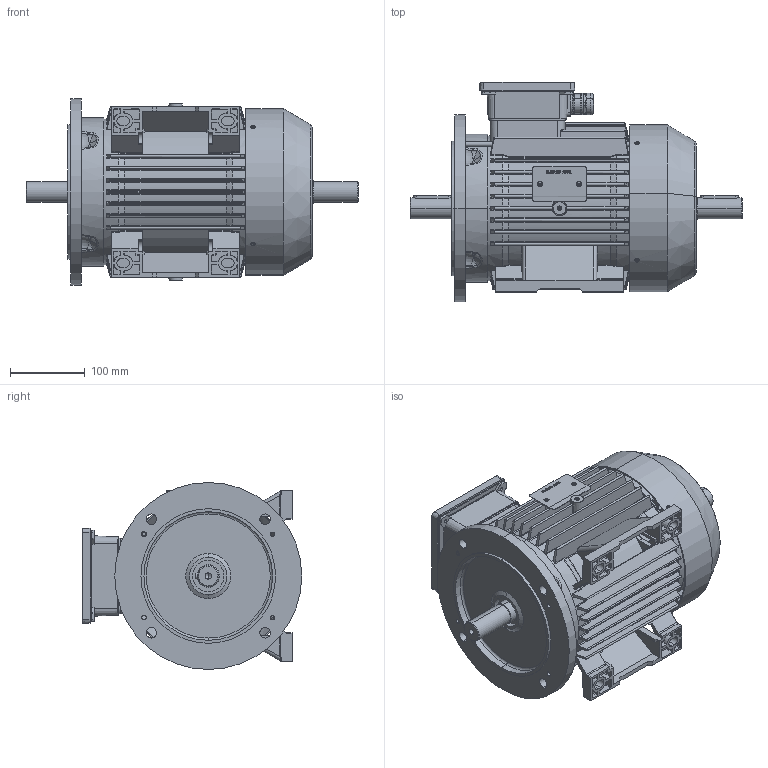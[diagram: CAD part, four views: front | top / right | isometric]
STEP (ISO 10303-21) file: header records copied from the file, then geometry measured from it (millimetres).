
FILE_DESCRIPTION (( 'STEP AP214' ), '1' );
FILE_NAME ('FCAP 112M-B3 B5-IC411-2-4-6-8 POLES TB TOP-DOUBLE SHAFT.STEP', '2024-09-23T06:49:08', ( '' ), ( '' ), 'SwSTEP 2.0', 'SolidWorks 2024', '' );
FILE_SCHEMA (( 'AUTOMOTIVE_DESIGN' ));
Length unit declared in the file: millimetre
Products named in the file (16): Guarnizione scatola-motore tipo 100; Coperchio scatola morsetti tipo 100; Carcassa 112M-B3-Superiore_Forma B3; Copriventola 112M h.84; Tirante M7x233; parallel_din_Parallel key A8 x 7 x 50 DIN 6885; Tappo M25; PRESSACAVO M25; FCAP 112M-B3 B5-IC411-2-4-6-8 POLES TB TOP-DOUBLE SHAFT; Targhetta motore_LAMIERA ALLUMINIO; Guarnizione scatola-coperchio tipo 100; Coprimorsettiera tipo 100_Passante doppio; Albero 112M - Autoventilato; GRUPPO COPRIMORSETTIERA 100L; A12723-FC112M-ALLUMINIO-B3B5 MORSETTIERA SUP; Scudo C112 post_D. cuscinetto 62
Assembly tree (18 placements, depth 3):
  FCAP 112M-B3 B5-IC411-2-4-6-8 POLES TB TOP-DOUBLE SHAFT
    Albero 112M - Autoventilato  x2
    Scudo C112 post_D. cuscinetto 62
    parallel_din_Parallel key A8 x 7 x 50 DIN 6885  x2
    Targhetta motore_LAMIERA ALLUMINIO
    Copriventola 112M h.84
    Carcassa 112M-B3-Superiore_Forma B3
    GRUPPO COPRIMORSETTIERA 100L
      Coprimorsettiera tipo 100_Passante doppio
      Coperchio scatola morsetti tipo 100
      Guarnizione scatola-coperchio tipo 100
      PRESSACAVO M25
      Tappo M25  x2
      Guarnizione scatola-motore tipo 100
    A12723-FC112M-ALLUMINIO-B3B5 MORSETTIERA SUP
    Tirante M7x233
Bounding box: 444 x 293.5 x 250 mm (x, y, z)
Volume: 3041665.6 mm3; surface area: 1197453.6 mm2
Topology: 17 solids, 18 shells, 3623 faces, 9501 edges, 5990 vertices
Faces by surface type: plane 1380, cylinder 870, bspline 651, cone 397, torus 287, sphere 38
Entity records: 130370 total; most frequent: CARTESIAN_POINT 47413, ORIENTED_EDGE 18406, DIRECTION 15562, EDGE_CURVE 9203, VERTEX_POINT 5814, AXIS2_PLACEMENT_3D 5543, LINE 4476, VECTOR 4476
